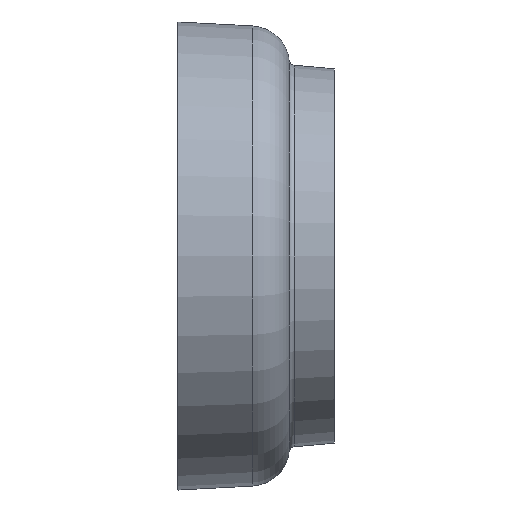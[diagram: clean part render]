
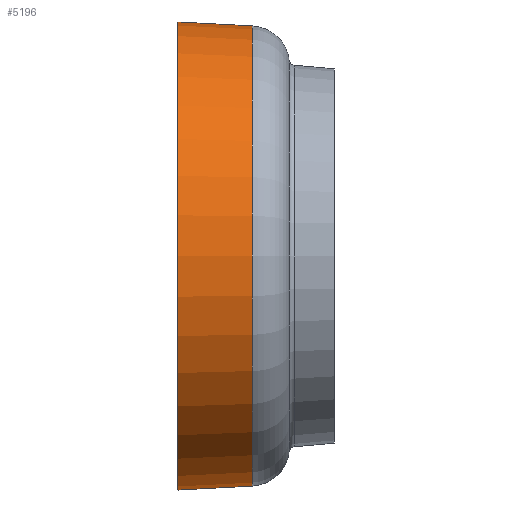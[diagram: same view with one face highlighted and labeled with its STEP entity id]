
A CAD part, left-side view. The second image highlights one B-rep face of the part: STEP entity #5196.
In plain terms, the highlighted conical face has half-angle 3 degrees and reference radius 210 mm.
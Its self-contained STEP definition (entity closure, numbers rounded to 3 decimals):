
#98 = ORIENTED_EDGE ( 'NONE', *, *, #8029, .F. ) ;
#146 = DIRECTION ( 'NONE',  ( 0., 0., 1. ) ) ;
#168 = DIRECTION ( 'NONE',  ( 0., 1., 0. ) ) ;
#209 = LINE ( 'NONE', #4361, #725 ) ;
#226 = DIRECTION ( 'NONE',  ( 0., 0.999, -0.052 ) ) ;
#511 = EDGE_LOOP ( 'NONE', ( #98, #7601, #4859, #7032 ) ) ;
#725 = VECTOR ( 'NONE', #226, 1000. ) ;
#899 = CARTESIAN_POINT ( 'NONE',  ( -240., 0., 0. ) ) ;
#1016 = FACE_OUTER_BOUND ( 'NONE', #511, .T. ) ;
#1281 = VERTEX_POINT ( 'NONE', #6603 ) ;
#1676 = CARTESIAN_POINT ( 'NONE',  ( -240., 0., 0. ) ) ;
#2520 = DIRECTION ( 'NONE',  ( 0., 0., 1. ) ) ;
#3402 = CARTESIAN_POINT ( 'NONE',  ( -240., 0., -210. ) ) ;
#3492 = CARTESIAN_POINT ( 'NONE',  ( -240., 0., 210. ) ) ;
#3512 = DIRECTION ( 'NONE',  ( 0., 0., 1. ) ) ;
#3552 = VERTEX_POINT ( 'NONE', #3402 ) ;
#3791 = CARTESIAN_POINT ( 'NONE',  ( -240., -66.832, 206.497 ) ) ;
#3811 = VERTEX_POINT ( 'NONE', #3791 ) ;
#4296 = CONICAL_SURFACE ( 'NONE', #5067, 210., 0.052 ) ;
#4361 = CARTESIAN_POINT ( 'NONE',  ( -240., 0., -210. ) ) ;
#4394 = CIRCLE ( 'NONE', #7759, 206.497 ) ;
#4859 = ORIENTED_EDGE ( 'NONE', *, *, #7346, .T. ) ;
#5067 = AXIS2_PLACEMENT_3D ( 'NONE', #899, #8676, #146 ) ;
#5196 = ADVANCED_FACE ( 'NONE', ( #1016 ), #4296, .T. ) ;
#5235 = DIRECTION ( 'NONE',  ( 0., 0.999, 0.052 ) ) ;
#6531 = LINE ( 'NONE', #3492, #8428 ) ;
#6603 = CARTESIAN_POINT ( 'NONE',  ( -240., 0., 210. ) ) ;
#7032 = ORIENTED_EDGE ( 'NONE', *, *, #8592, .F. ) ;
#7346 = EDGE_CURVE ( 'NONE', #3811, #1281, #6531, .T. ) ;
#7518 = DIRECTION ( 'NONE',  ( 0., 1., 0. ) ) ;
#7601 = ORIENTED_EDGE ( 'NONE', *, *, #8565, .T. ) ;
#7759 = AXIS2_PLACEMENT_3D ( 'NONE', #8513, #168, #3512 ) ;
#7820 = VERTEX_POINT ( 'NONE', #9514 ) ;
#8029 = EDGE_CURVE ( 'NONE', #7820, #3552, #209, .T. ) ;
#8316 = AXIS2_PLACEMENT_3D ( 'NONE', #1676, #7518, #2520 ) ;
#8428 = VECTOR ( 'NONE', #5235, 1000. ) ;
#8513 = CARTESIAN_POINT ( 'NONE',  ( -240., -66.832, 0. ) ) ;
#8565 = EDGE_CURVE ( 'NONE', #7820, #3811, #4394, .T. ) ;
#8592 = EDGE_CURVE ( 'NONE', #3552, #1281, #9094, .T. ) ;
#8676 = DIRECTION ( 'NONE',  ( 0., 1., 0. ) ) ;
#9094 = CIRCLE ( 'NONE', #8316, 210. ) ;
#9514 = CARTESIAN_POINT ( 'NONE',  ( -240., -66.832, -206.497 ) ) ;
